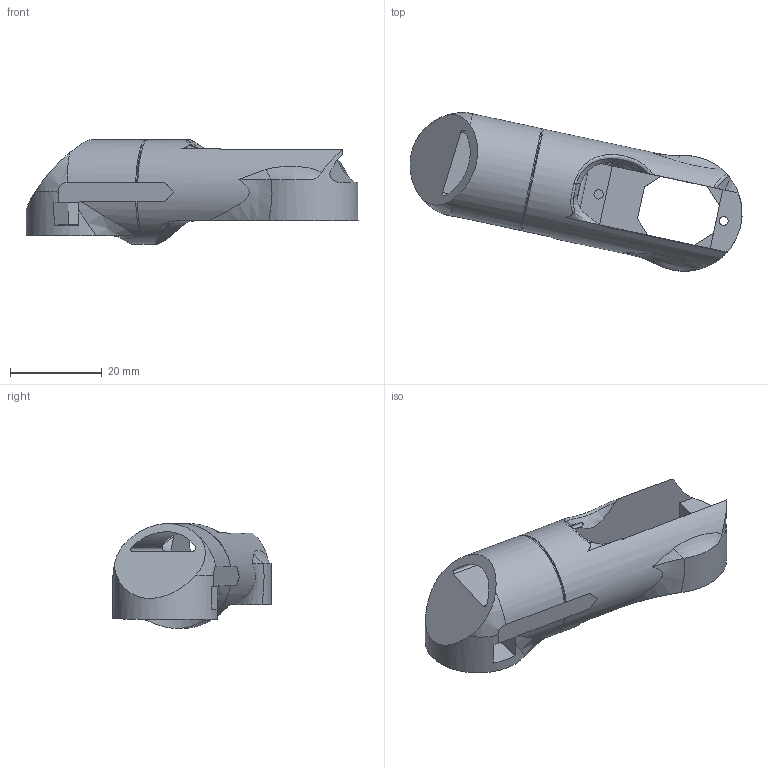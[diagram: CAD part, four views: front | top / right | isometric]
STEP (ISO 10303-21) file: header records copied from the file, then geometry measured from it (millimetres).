
FILE_DESCRIPTION(/* description */ (''),/* implementation_level */ '2;1');
FILE_NAME(/* name */ 'Brazo.step',/* time_stamp */ '2024-08-16T11:25:17-05:00',/* author */ (''),/* organization */ (''),/* preprocessor_version */ 'ST-DEVELOPER v20',/* originating_system */ 'Autodesk Translation Framework v13.14.0.145',/* authorisation */ '');
FILE_SCHEMA (('AUTOMOTIVE_DESIGN { 1 0 10303 214 3 1 1 }'));
Length unit declared in the file: millimetre
Products named in the file (1): Brazo
Bounding box: 72.19 x 34.48 x 22.8 mm (x, y, z)
Volume: 15986 mm3; surface area: 7288.5 mm2
Topology: 1 solids, 1 shells, 105 faces, 314 edges, 205 vertices
Faces by surface type: plane 43, bspline 39, cylinder 21, torus 2
Full cylindrical faces by diameter (mm): 2 x2, 3 x1, 22.8 x1
Entity records: 5598 total; most frequent: CARTESIAN_POINT 3070, ORIENTED_EDGE 616, DIRECTION 372, EDGE_CURVE 308, VERTEX_POINT 205, B_SPLINE_CURVE_WITH_KNOTS 131, AXIS2_PLACEMENT_3D 129, LINE 114
